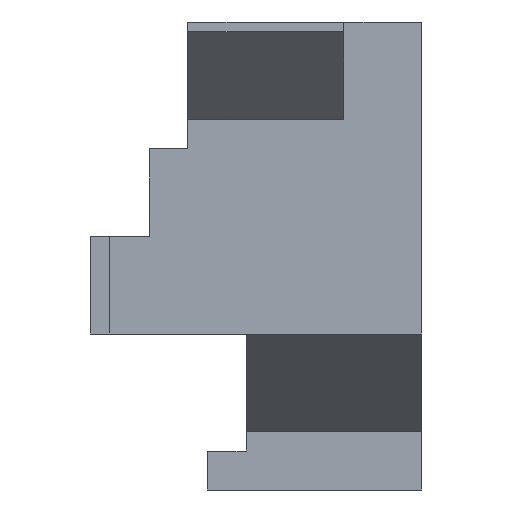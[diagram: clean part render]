
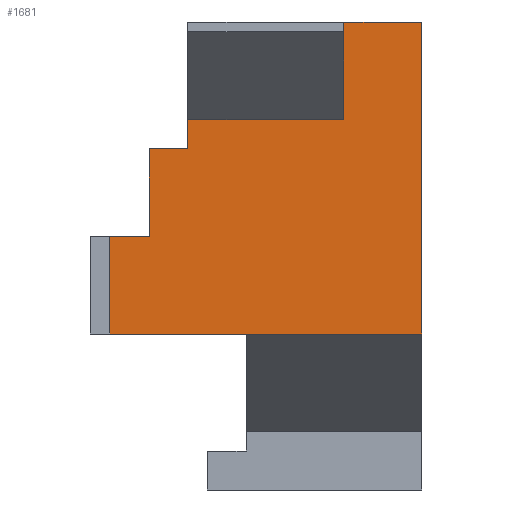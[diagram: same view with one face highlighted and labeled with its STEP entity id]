
A CAD part, front view. The second image highlights one B-rep face of the part: STEP entity #1681.
In plain terms, the highlighted planar face has unit normal (0, -1, 0).
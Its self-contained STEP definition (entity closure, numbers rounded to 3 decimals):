
#98=PLANE('',#1806);
#183=FACE_OUTER_BOUND('',#279,.T.);
#279=EDGE_LOOP('',(#1573,#1574,#1575,#1576,#1577,#1578,#1579,#1580,#1581,
#1582,#1583));
#288=LINE('',#2269,#496);
#381=LINE('',#2504,#589);
#440=LINE('',#2625,#648);
#447=LINE('',#2637,#655);
#449=LINE('',#2640,#657);
#452=LINE('',#2645,#660);
#461=LINE('',#2664,#669);
#471=LINE('',#2684,#679);
#473=LINE('',#2688,#681);
#474=LINE('',#2690,#682);
#478=LINE('',#2699,#686);
#496=VECTOR('',#1837,10.);
#589=VECTOR('',#2020,10.);
#648=VECTOR('',#2117,10.);
#655=VECTOR('',#2126,10.);
#657=VECTOR('',#2130,10.);
#660=VECTOR('',#2137,10.);
#669=VECTOR('',#2160,10.);
#679=VECTOR('',#2182,10.);
#681=VECTOR('',#2186,10.);
#682=VECTOR('',#2189,10.);
#686=VECTOR('',#2203,10.);
#731=VERTEX_POINT('',#2266);
#732=VERTEX_POINT('',#2268);
#791=VERTEX_POINT('',#2412);
#818=VERTEX_POINT('',#2502);
#819=VERTEX_POINT('',#2503);
#861=VERTEX_POINT('',#2622);
#862=VERTEX_POINT('',#2624);
#866=VERTEX_POINT('',#2635);
#869=VERTEX_POINT('',#2662);
#873=VERTEX_POINT('',#2682);
#874=VERTEX_POINT('',#2686);
#891=EDGE_CURVE('',#732,#731,#288,.T.);
#1002=EDGE_CURVE('',#818,#819,#381,.T.);
#1064=EDGE_CURVE('',#861,#862,#440,.T.);
#1071=EDGE_CURVE('',#866,#861,#447,.T.);
#1073=EDGE_CURVE('',#791,#732,#449,.T.);
#1076=EDGE_CURVE('',#791,#818,#452,.T.);
#1085=EDGE_CURVE('',#869,#731,#461,.T.);
#1095=EDGE_CURVE('',#866,#873,#471,.T.);
#1097=EDGE_CURVE('',#874,#873,#473,.T.);
#1098=EDGE_CURVE('',#874,#819,#474,.T.);
#1102=EDGE_CURVE('',#869,#862,#478,.T.);
#1573=ORIENTED_EDGE('',*,*,#1076,.F.);
#1574=ORIENTED_EDGE('',*,*,#1073,.T.);
#1575=ORIENTED_EDGE('',*,*,#891,.T.);
#1576=ORIENTED_EDGE('',*,*,#1085,.F.);
#1577=ORIENTED_EDGE('',*,*,#1102,.T.);
#1578=ORIENTED_EDGE('',*,*,#1064,.F.);
#1579=ORIENTED_EDGE('',*,*,#1071,.F.);
#1580=ORIENTED_EDGE('',*,*,#1095,.T.);
#1581=ORIENTED_EDGE('',*,*,#1097,.F.);
#1582=ORIENTED_EDGE('',*,*,#1098,.T.);
#1583=ORIENTED_EDGE('',*,*,#1002,.F.);
#1681=ADVANCED_FACE('',(#183),#98,.F.);
#1806=AXIS2_PLACEMENT_3D('',#2725,#2237,#2238);
#1837=DIRECTION('',(0.,0.,1.));
#2020=DIRECTION('',(0.,0.,1.));
#2117=DIRECTION('',(1.,0.,0.));
#2126=DIRECTION('',(0.,0.,1.));
#2130=DIRECTION('',(1.,0.,0.));
#2137=DIRECTION('',(-1.,0.,0.));
#2160=DIRECTION('',(1.,0.,0.));
#2182=DIRECTION('',(-1.,0.,0.));
#2186=DIRECTION('',(0.,0.,1.));
#2189=DIRECTION('',(-1.,0.,0.));
#2203=DIRECTION('',(0.,0.,-1.));
#2237=DIRECTION('center_axis',(0.,1.,0.));
#2238=DIRECTION('ref_axis',(1.,0.,0.));
#2266=CARTESIAN_POINT('',(21.27,0.,40.));
#2268=CARTESIAN_POINT('',(21.27,0.,8.));
#2269=CARTESIAN_POINT('',(21.27,0.,20.));
#2412=CARTESIAN_POINT('',(3.27,0.,8.));
#2502=CARTESIAN_POINT('',(-10.73,0.,8.));
#2503=CARTESIAN_POINT('',(-10.73,0.,18.));
#2504=CARTESIAN_POINT('',(-10.73,0.,18.));
#2622=CARTESIAN_POINT('',(-2.73,0.,30.));
#2624=CARTESIAN_POINT('',(13.27,0.,30.));
#2625=CARTESIAN_POINT('',(4.203,0.,30.));
#2635=CARTESIAN_POINT('',(-2.73,0.,27.));
#2637=CARTESIAN_POINT('',(-2.73,0.,18.));
#2640=CARTESIAN_POINT('',(8.135,0.,8.));
#2645=CARTESIAN_POINT('',(3.33,0.,8.));
#2662=CARTESIAN_POINT('',(13.27,0.,40.));
#2664=CARTESIAN_POINT('',(8.135,0.,40.));
#2682=CARTESIAN_POINT('',(-6.67,0.,27.));
#2684=CARTESIAN_POINT('',(3.135,0.,27.));
#2686=CARTESIAN_POINT('',(-6.67,0.,18.));
#2688=CARTESIAN_POINT('',(-6.67,0.,18.));
#2690=CARTESIAN_POINT('',(3.135,0.,18.));
#2699=CARTESIAN_POINT('',(13.27,0.,25.));
#2725=CARTESIAN_POINT('Origin',(4.135,0.,10.));
